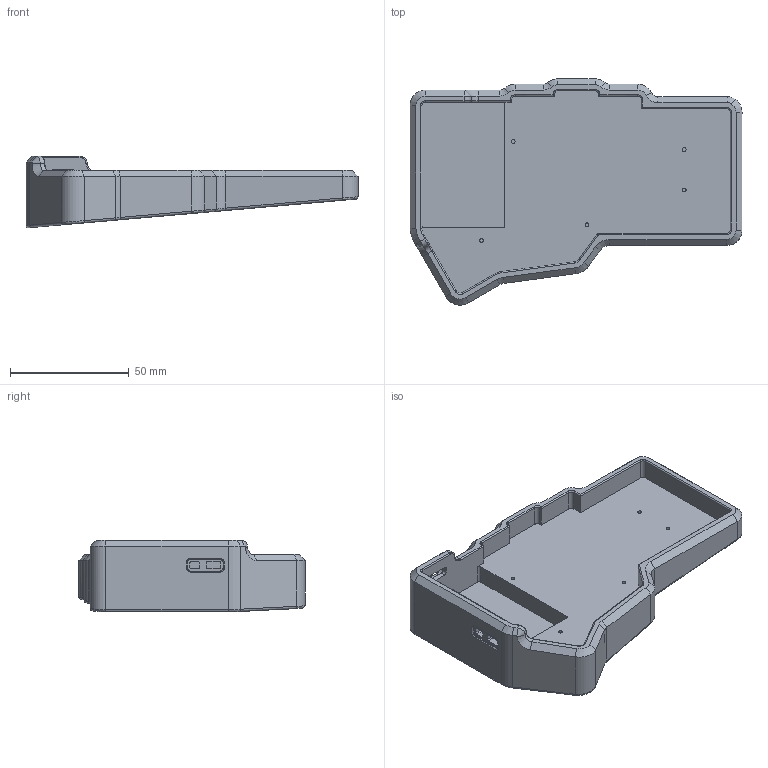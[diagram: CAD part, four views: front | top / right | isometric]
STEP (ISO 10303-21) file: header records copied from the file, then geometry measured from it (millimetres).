
FILE_DESCRIPTION(/* description */ (''),/* implementation_level */ '2;1');
FILE_NAME(/* name */ 'rightStandardSix.step',/* time_stamp */ '2023-07-31T11:51:31-04:00',/* author */ (''),/* organization */ (''),/* preprocessor_version */ 'ST-DEVELOPER v20',/* originating_system */ 'Autodesk Translation Framework v12.9.0.99',/* authorisation */ '');
FILE_SCHEMA (('AUTOMOTIVE_DESIGN { 1 0 10303 214 3 1 1 }'));
Length unit declared in the file: millimetre
Products named in the file (1): leftWideSix
Bounding box: 139.85 x 95.29 x 30.14 mm (x, y, z)
Volume: 102191.4 mm3; surface area: 34097.3 mm2
Topology: 1 solids, 1 shells, 275 faces, 656 edges, 394 vertices
Faces by surface type: plane 106, cylinder 99, cone 37, bspline 18, torus 15
Full cylindrical faces by diameter (mm): 1.6 x5
Entity records: 8310 total; most frequent: CARTESIAN_POINT 1758, DIRECTION 1439, ORIENTED_EDGE 1312, EDGE_CURVE 656, AXIS2_PLACEMENT_3D 528, VERTEX_POINT 394, LINE 383, VECTOR 383
